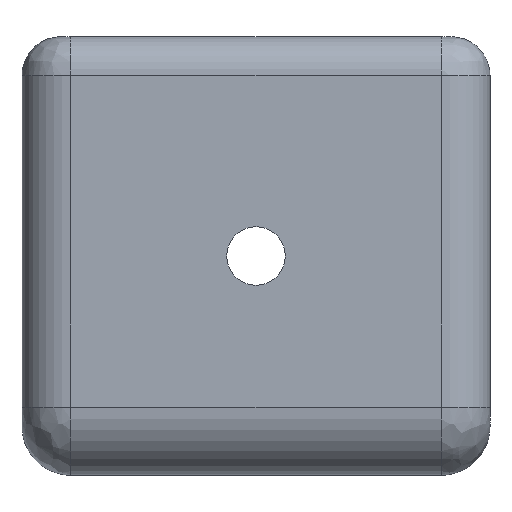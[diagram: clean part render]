
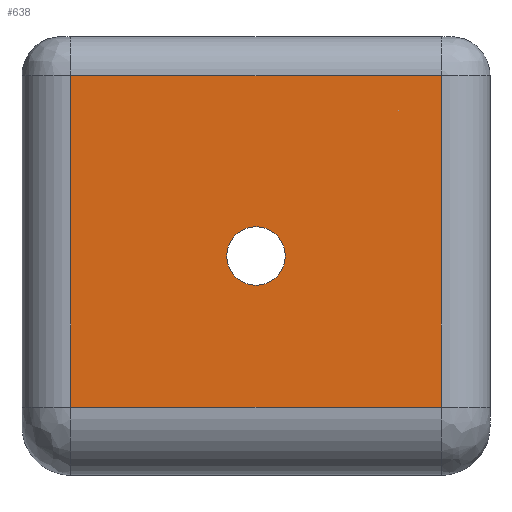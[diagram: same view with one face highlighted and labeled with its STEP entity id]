
A CAD part, front view. The second image highlights one B-rep face of the part: STEP entity #638.
In plain terms, the highlighted planar face has unit normal (0, -1, 0).
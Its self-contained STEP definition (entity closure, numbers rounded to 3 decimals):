
#18=FACE_BOUND('',#214,.T.);
#31=PLANE('',#712);
#41=LINE('',#974,#84);
#53=LINE('',#1094,#96);
#67=LINE('',#1134,#110);
#68=LINE('',#1136,#111);
#84=VECTOR('',#756,10.);
#96=VECTOR('',#830,10.);
#110=VECTOR('',#874,10.);
#111=VECTOR('',#877,10.);
#170=FACE_OUTER_BOUND('',#213,.T.);
#213=EDGE_LOOP('',(#538,#539,#540,#541));
#214=EDGE_LOOP('',(#542));
#277=CIRCLE('',#708,3.);
#291=VERTEX_POINT('',#965);
#294=VERTEX_POINT('',#972);
#305=VERTEX_POINT('',#1033);
#317=VERTEX_POINT('',#1089);
#327=VERTEX_POINT('',#1126);
#348=EDGE_CURVE('',#294,#291,#41,.T.);
#384=EDGE_CURVE('',#305,#317,#53,.T.);
#401=EDGE_CURVE('',#327,#327,#277,.T.);
#405=EDGE_CURVE('',#291,#305,#67,.T.);
#406=EDGE_CURVE('',#317,#294,#68,.T.);
#538=ORIENTED_EDGE('',*,*,#348,.F.);
#539=ORIENTED_EDGE('',*,*,#406,.F.);
#540=ORIENTED_EDGE('',*,*,#384,.F.);
#541=ORIENTED_EDGE('',*,*,#405,.F.);
#542=ORIENTED_EDGE('',*,*,#401,.T.);
#638=ADVANCED_FACE('',(#170,#18),#31,.T.);
#708=AXIS2_PLACEMENT_3D('',#1127,#864,#865);
#712=AXIS2_PLACEMENT_3D('',#1135,#875,#876);
#756=DIRECTION('',(0.,0.,1.));
#830=DIRECTION('',(0.,0.,-1.));
#864=DIRECTION('center_axis',(0.,1.,0.));
#865=DIRECTION('ref_axis',(1.,0.,0.));
#874=DIRECTION('',(1.,0.,0.));
#875=DIRECTION('center_axis',(0.,-1.,0.));
#876=DIRECTION('ref_axis',(1.,0.,0.));
#877=DIRECTION('',(-1.,0.,0.));
#965=CARTESIAN_POINT('',(-4.,-5.,36.));
#972=CARTESIAN_POINT('',(-4.,-5.,2.));
#974=CARTESIAN_POINT('',(-4.,-5.,10.));
#1033=CARTESIAN_POINT('',(34.,-5.,36.));
#1089=CARTESIAN_POINT('',(34.,-5.,2.));
#1094=CARTESIAN_POINT('',(34.,-5.,10.));
#1126=CARTESIAN_POINT('',(12.,-5.,17.5));
#1127=CARTESIAN_POINT('Origin',(15.,-5.,17.5));
#1134=CARTESIAN_POINT('',(5.,-5.,36.));
#1135=CARTESIAN_POINT('Origin',(-5.,-5.,0.));
#1136=CARTESIAN_POINT('',(5.,-5.,2.));
